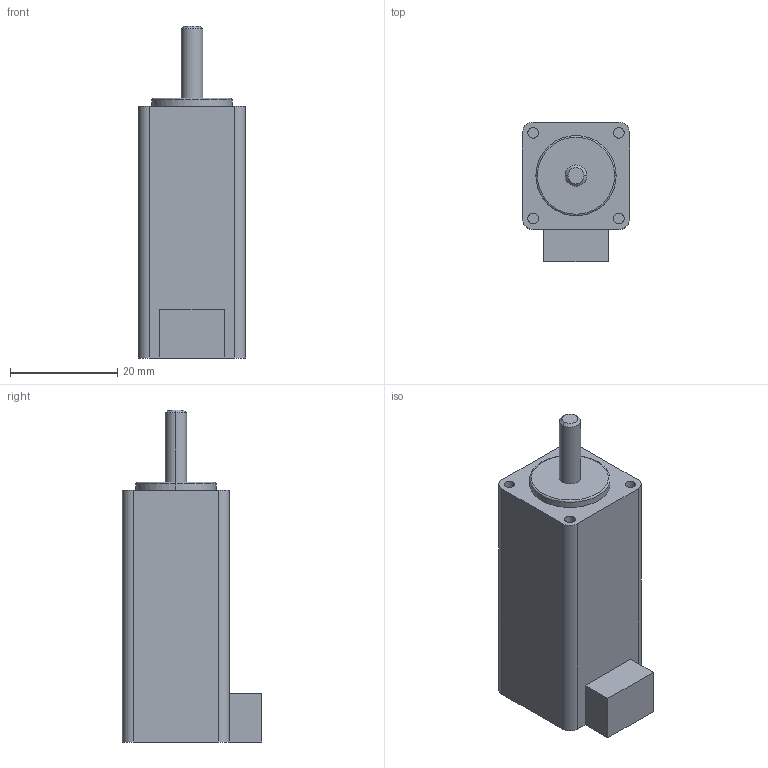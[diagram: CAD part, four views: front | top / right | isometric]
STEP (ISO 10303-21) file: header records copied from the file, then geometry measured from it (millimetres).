
FILE_DESCRIPTION (( 'STEP AP214' ), '1' );
FILE_NAME ('AM8HY4043-01N.STEP', '2016-06-15T03:11:23', ( 'jrww' ), ( 'jrww' ), 'SwSTEP 2.0', 'SolidWorks 2011', '' );
FILE_SCHEMA (( 'AUTOMOTIVE_DESIGN' ));
Length unit declared in the file: millimetre
Products named in the file (1): AM8HY4043-01N
Bounding box: 20 x 26 x 62 mm (x, y, z)
Volume: 19687.6 mm3; surface area: 4936.8 mm2
Topology: 1 solids, 1 shells, 36 faces, 80 edges, 52 vertices
Faces by surface type: cylinder 16, plane 16, torus 2, cone 2
Entity records: 1044 total; most frequent: DIRECTION 192, CARTESIAN_POINT 169, ORIENTED_EDGE 160, EDGE_CURVE 80, AXIS2_PLACEMENT_3D 75, VERTEX_POINT 52, VECTOR 42, EDGE_LOOP 42
